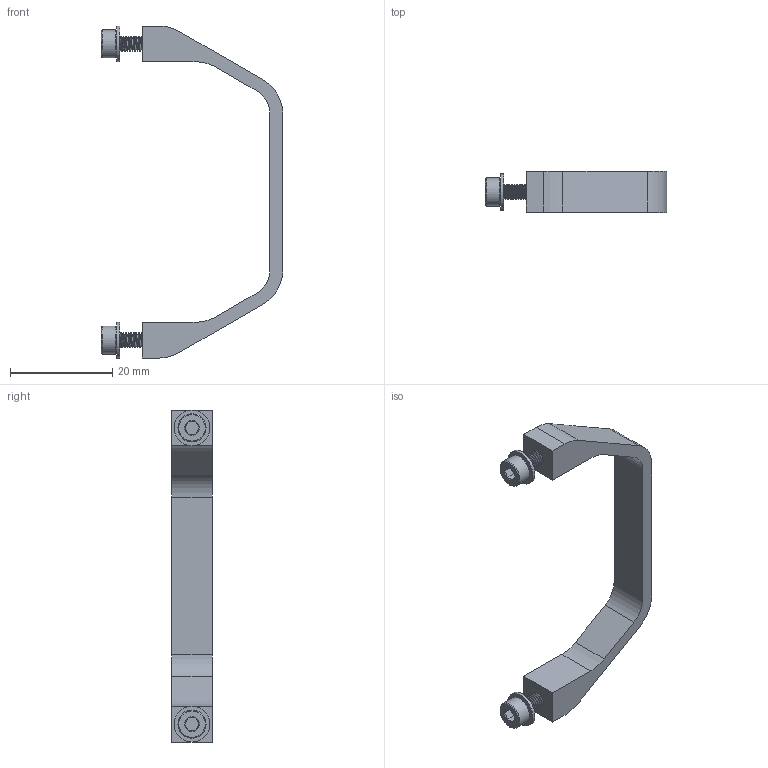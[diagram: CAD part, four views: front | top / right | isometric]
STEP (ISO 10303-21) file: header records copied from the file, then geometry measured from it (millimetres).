
FILE_DESCRIPTION(/* description */ (''),/* implementation_level */ '2;1');
FILE_NAME(/* name */ 'Handle.step',/* time_stamp */ '2018-04-09T13:24:47+02:00',/* author */ ('boelle'),/* organization */ (''),/* preprocessor_version */ 'ST-DEVELOPER v16.13',/* originating_system */ 'Autodesk Translation Framework v6.5.0.72',/* authorisation */ '');
FILE_SCHEMA (('AUTOMOTIVE_DESIGN { 1 0 10303 214 3 1 1 }'));
Length unit declared in the file: millimetre
Products named in the file (9): Handle; Handle_1; Component1; M3 Washer; M3 Washer_1; 98269A420; M3x10; M3x10_1; 91290A115
Assembly tree (10 placements, depth 3):
  Handle
    Handle_1
      Component1
    M3 Washer
      98269A420
    M3 Washer_1
      98269A420
    M3x10
      91290A115
    M3x10_1
      91290A115
Bounding box: 35.5 x 8 x 65 mm (x, y, z)
Volume: 2723.8 mm3; surface area: 3054.8 mm2
Topology: 5 solids, 5 shells, 160 faces, 424 edges, 280 vertices
Faces by surface type: cylinder 96, plane 40, cone 20, bspline 4
Full cylindrical faces by diameter (mm): 2.35 x36, 2.6 x2, 3 x38, 3.2 x2, 5.5 x2, 7 x2
Entity records: 6795 total; most frequent: CARTESIAN_POINT 4397, ORIENTED_EDGE 492, DIRECTION 429, EDGE_CURVE 246, VERTEX_POINT 163, AXIS2_PLACEMENT_3D 163, LINE 103, VECTOR 103
